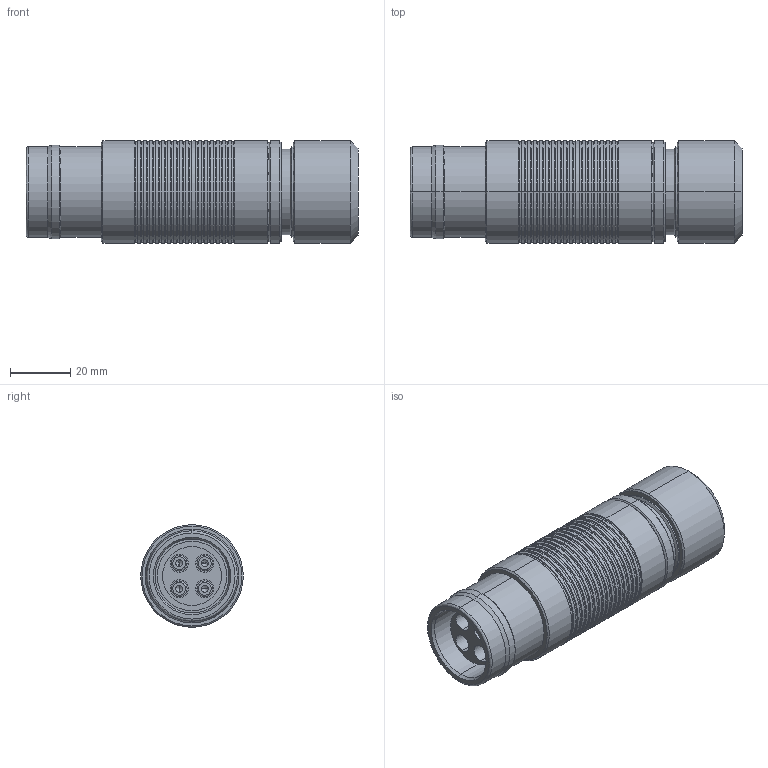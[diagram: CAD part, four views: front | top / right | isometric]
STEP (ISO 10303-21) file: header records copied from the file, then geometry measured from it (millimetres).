
FILE_DESCRIPTION (( 'STEP AP214' ), '1' );
FILE_NAME ('PF296022-T.step', '2017-07-10T09:00:58', ( 'install' ), ( '' ), 'SwSTEP 2.0', 'SolidWorks 2015', '' );
FILE_SCHEMA (( 'AUTOMOTIVE_DESIGN' ));
Length unit declared in the file: millimetre
Products named in the file (1): PF296022-T
Bounding box: 110 x 34 x 34 mm (x, y, z)
Volume: 63815.8 mm3; surface area: 27487.4 mm2
Topology: 1 solids, 1 shells, 333 faces, 695 edges, 389 vertices
Faces by surface type: cylinder 168, cone 114, plane 35, bspline 16
Entity records: 9426 total; most frequent: CARTESIAN_POINT 2251, DIRECTION 1670, ORIENTED_EDGE 1358, AXIS2_PLACEMENT_3D 694, EDGE_CURVE 679, VERTEX_POINT 389, CIRCLE 376, EDGE_LOOP 374
